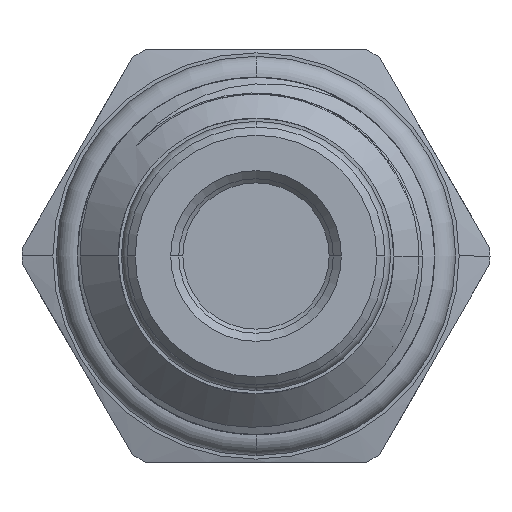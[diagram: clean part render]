
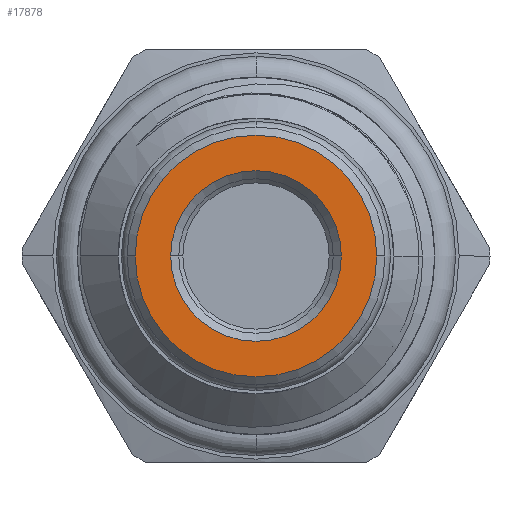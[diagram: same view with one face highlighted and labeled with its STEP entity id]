
A CAD part, left-side view. The second image highlights one B-rep face of the part: STEP entity #17878.
In plain terms, the highlighted planar face has unit normal (-1, 0, 0).
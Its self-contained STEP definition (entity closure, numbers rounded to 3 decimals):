
#303 = DIRECTION ( 'NONE',  ( 0., 1., 0. ) ) ;
#376 = CARTESIAN_POINT ( 'NONE',  ( -70.8, 0., 0. ) ) ;
#499 = PLANE ( 'NONE',  #10415 ) ;
#656 = DIRECTION ( 'NONE',  ( -1., 0., 0. ) ) ;
#1189 = VERTEX_POINT ( 'NONE', #18224 ) ;
#1609 = VERTEX_POINT ( 'NONE', #7447 ) ;
#1657 = VERTEX_POINT ( 'NONE', #7278 ) ;
#1772 = VERTEX_POINT ( 'NONE', #7133 ) ;
#5995 = EDGE_CURVE ( 'NONE', #1609, #1657, #15537, .T. ) ;
#5997 = EDGE_CURVE ( 'NONE', #1189, #1772, #15529, .T. ) ;
#7133 = CARTESIAN_POINT ( 'NONE',  ( -70.8, 7.435, 0. ) ) ;
#7278 = CARTESIAN_POINT ( 'NONE',  ( -70.8, -5.25, 0. ) ) ;
#7447 = CARTESIAN_POINT ( 'NONE',  ( -70.8, 5.25, 0. ) ) ;
#9309 = DIRECTION ( 'NONE',  ( 0., 1., 0. ) ) ;
#9310 = DIRECTION ( 'NONE',  ( -1., 0., 0. ) ) ;
#9311 = CARTESIAN_POINT ( 'NONE',  ( -70.8, 0., 0. ) ) ;
#9372 = DIRECTION ( 'NONE',  ( 0., 1., 0. ) ) ;
#9373 = DIRECTION ( 'NONE',  ( -1., 0., 0. ) ) ;
#9374 = CARTESIAN_POINT ( 'NONE',  ( -70.8, 0., 0. ) ) ;
#9662 = EDGE_CURVE ( 'NONE', #1657, #1609, #16079, .T. ) ;
#9676 = EDGE_CURVE ( 'NONE', #1772, #1189, #16117, .T. ) ;
#9990 = AXIS2_PLACEMENT_3D ( 'NONE', #10596, #10685, #10679 ) ;
#9991 = AXIS2_PLACEMENT_3D ( 'NONE', #10680, #10681, #10692 ) ;
#10097 = AXIS2_PLACEMENT_3D ( 'NONE', #9374, #9373, #9372 ) ;
#10103 = AXIS2_PLACEMENT_3D ( 'NONE', #9311, #9310, #9309 ) ;
#10415 = AXIS2_PLACEMENT_3D ( 'NONE', #376, #656, #303 ) ;
#10596 = CARTESIAN_POINT ( 'NONE',  ( -70.8, 0., 0. ) ) ;
#10679 = DIRECTION ( 'NONE',  ( 0., 1., 0. ) ) ;
#10680 = CARTESIAN_POINT ( 'NONE',  ( -70.8, 0., 0. ) ) ;
#10681 = DIRECTION ( 'NONE',  ( -1., 0., 0. ) ) ;
#10685 = DIRECTION ( 'NONE',  ( -1., 0., 0. ) ) ;
#10692 = DIRECTION ( 'NONE',  ( 0., 1., 0. ) ) ;
#12923 = EDGE_LOOP ( 'NONE', ( #13751, #13749 ) ) ;
#12934 = EDGE_LOOP ( 'NONE', ( #13705, #13747 ) ) ;
#13705 = ORIENTED_EDGE ( 'NONE', *, *, #5997, .T. ) ;
#13747 = ORIENTED_EDGE ( 'NONE', *, *, #9676, .T. ) ;
#13749 = ORIENTED_EDGE ( 'NONE', *, *, #9662, .F. ) ;
#13751 = ORIENTED_EDGE ( 'NONE', *, *, #5995, .F. ) ;
#15529 = CIRCLE ( 'NONE', #9991, 7.435 ) ;
#15537 = CIRCLE ( 'NONE', #9990, 5.25 ) ;
#16079 = CIRCLE ( 'NONE', #10097, 5.25 ) ;
#16117 = CIRCLE ( 'NONE', #10103, 7.435 ) ;
#17411 = FACE_OUTER_BOUND ( 'NONE', #12934, .T. ) ;
#17419 = FACE_BOUND ( 'NONE', #12923, .T. ) ;
#17878 = ADVANCED_FACE ( 'NONE', ( #17411, #17419 ), #499, .T. ) ;
#18224 = CARTESIAN_POINT ( 'NONE',  ( -70.8, -7.435, 0. ) ) ;
